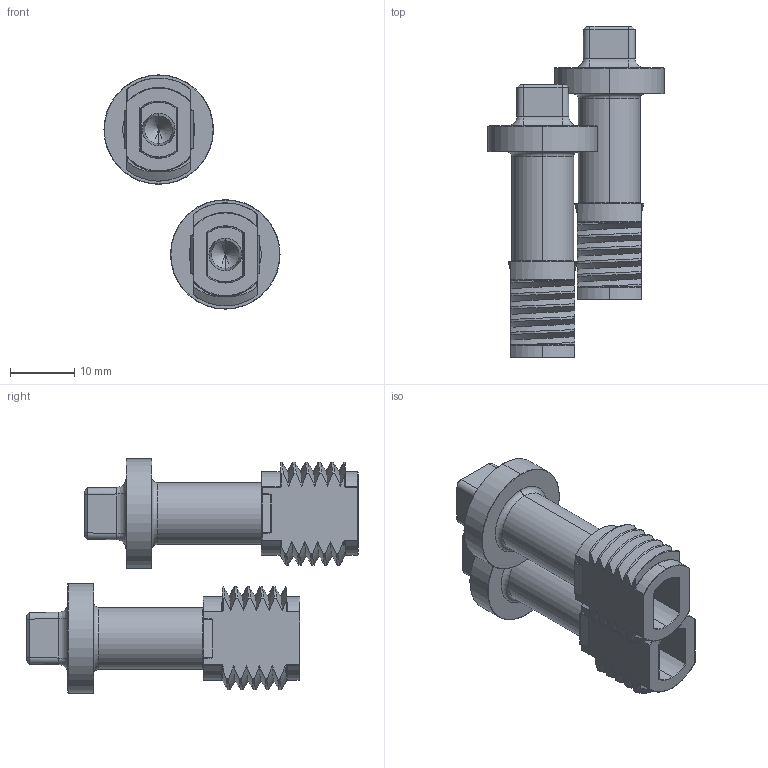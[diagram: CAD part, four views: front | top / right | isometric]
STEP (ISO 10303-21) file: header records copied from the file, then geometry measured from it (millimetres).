
FILE_DESCRIPTION (( 'STEP AP214' ), '1' );
FILE_NAME ('21630004.STEP', '2008-11-11T11:06:43', ( ' ' ), ( '' ), 'SwSTEP 2.0', 'SolidWorks 2008', '' );
FILE_SCHEMA (( 'AUTOMOTIVE_DESIGN' ));
Length unit declared in the file: millimetre
Products named in the file (2): 93314_Standard; 21630004
Assembly tree (2 placements, depth 2):
  21630004
    93314_Standard  x2
Bounding box: 27.33 x 51.54 x 36.38 mm (x, y, z)
Volume: 7195.7 mm3; surface area: 5770.3 mm2
Topology: 2 solids, 2 shells, 426 faces, 1042 edges, 602 vertices
Faces by surface type: cylinder 154, bspline 120, torus 64, plane 58, sphere 16, cone 14
Entity records: 11079 total; most frequent: CARTESIAN_POINT 6683, ORIENTED_EDGE 1014, DIRECTION 803, EDGE_CURVE 507, AXIS2_PLACEMENT_3D 329, VERTEX_POINT 301, EDGE_LOOP 218, FACE_OUTER_BOUND 213
